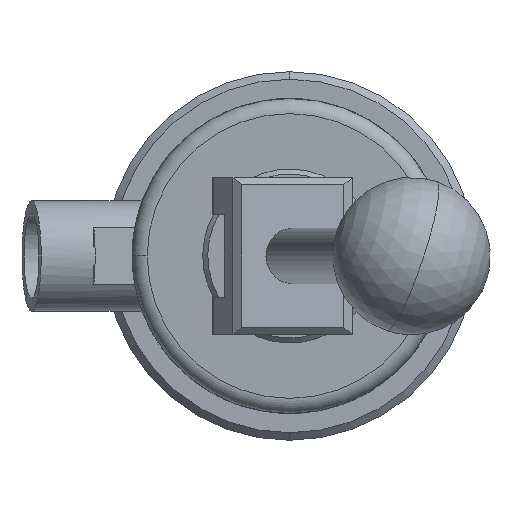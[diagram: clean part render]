
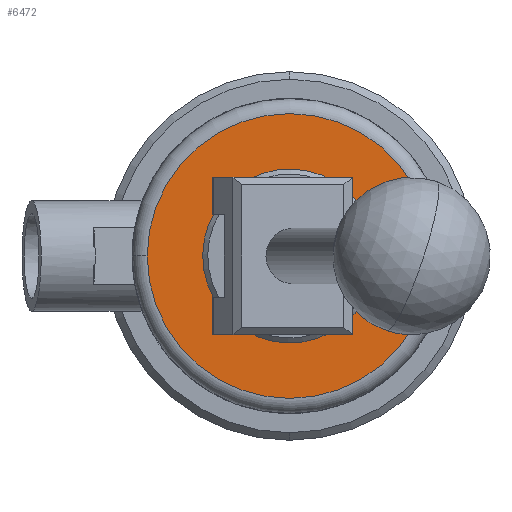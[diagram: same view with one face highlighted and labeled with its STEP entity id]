
A CAD part, front view. The second image highlights one B-rep face of the part: STEP entity #6472.
In plain terms, the highlighted planar face has unit normal (0, -1, 0).
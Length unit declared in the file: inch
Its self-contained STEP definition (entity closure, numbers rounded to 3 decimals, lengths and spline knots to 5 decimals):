
#546 = CIRCLE ( 'NONE', #8419, 1.13 ) ;
#709 = DIRECTION ( 'NONE',  ( 1., 0., 0. ) ) ;
#1144 = VERTEX_POINT ( 'NONE', #4833 ) ;
#2001 = ORIENTED_EDGE ( 'NONE', *, *, #8558, .T. ) ;
#3077 = CIRCLE ( 'NONE', #12582, 0.348 ) ;
#3792 = CARTESIAN_POINT ( 'NONE',  ( 0., 0., 0. ) ) ;
#4631 = DIRECTION ( 'NONE',  ( 0., -1., 0. ) ) ;
#4833 = CARTESIAN_POINT ( 'NONE',  ( -1.13, 0., 0. ) ) ;
#5203 = EDGE_LOOP ( 'NONE', ( #11201, #12018 ) ) ;
#6472 = ADVANCED_FACE ( 'NONE', ( #9293, #9380 ), #13164, .T. ) ;
#6957 = AXIS2_PLACEMENT_3D ( 'NONE', #11622, #12790, #8994 ) ;
#7141 = CIRCLE ( 'NONE', #12241, 1.13 ) ;
#7165 = CARTESIAN_POINT ( 'NONE',  ( 0., 0., 0. ) ) ;
#7375 = CARTESIAN_POINT ( 'NONE',  ( 0.348, 0., 0. ) ) ;
#7384 = EDGE_LOOP ( 'NONE', ( #2001, #11758 ) ) ;
#7599 = EDGE_CURVE ( 'NONE', #11143, #15743, #3077, .T. ) ;
#8194 = CARTESIAN_POINT ( 'NONE',  ( -0.348, 0., 0. ) ) ;
#8272 = DIRECTION ( 'NONE',  ( 0., -1., 0. ) ) ;
#8362 = CARTESIAN_POINT ( 'NONE',  ( 0., 0., -0.348 ) ) ;
#8381 = CARTESIAN_POINT ( 'NONE',  ( 1.13, 0., 0. ) ) ;
#8419 = AXIS2_PLACEMENT_3D ( 'NONE', #8773, #4631, #13932 ) ;
#8558 = EDGE_CURVE ( 'NONE', #11897, #1144, #546, .T. ) ;
#8773 = CARTESIAN_POINT ( 'NONE',  ( 0., 0., 0. ) ) ;
#8994 = DIRECTION ( 'NONE',  ( 1., 0., 0. ) ) ;
#9293 = FACE_OUTER_BOUND ( 'NONE', #7384, .T. ) ;
#9380 = FACE_BOUND ( 'NONE', #5203, .T. ) ;
#9678 = EDGE_CURVE ( 'NONE', #1144, #11897, #7141, .T. ) ;
#9766 = DIRECTION ( 'NONE',  ( 1., 0., 0. ) ) ;
#10353 = DIRECTION ( 'NONE',  ( 0., -1., 0. ) ) ;
#11143 = VERTEX_POINT ( 'NONE', #8194 ) ;
#11201 = ORIENTED_EDGE ( 'NONE', *, *, #14291, .F. ) ;
#11622 = CARTESIAN_POINT ( 'NONE',  ( 0., 0., 0. ) ) ;
#11758 = ORIENTED_EDGE ( 'NONE', *, *, #9678, .T. ) ;
#11897 = VERTEX_POINT ( 'NONE', #8381 ) ;
#12018 = ORIENTED_EDGE ( 'NONE', *, *, #7599, .F. ) ;
#12241 = AXIS2_PLACEMENT_3D ( 'NONE', #3792, #10353, #16444 ) ;
#12373 = DIRECTION ( 'NONE',  ( 0., -1., 0. ) ) ;
#12427 = AXIS2_PLACEMENT_3D ( 'NONE', #8362, #8272, #709 ) ;
#12582 = AXIS2_PLACEMENT_3D ( 'NONE', #7165, #12373, #9766 ) ;
#12790 = DIRECTION ( 'NONE',  ( 0., -1., 0. ) ) ;
#13164 = PLANE ( 'NONE',  #12427 ) ;
#13932 = DIRECTION ( 'NONE',  ( 1., 0., 0. ) ) ;
#14291 = EDGE_CURVE ( 'NONE', #15743, #11143, #16104, .T. ) ;
#15743 = VERTEX_POINT ( 'NONE', #7375 ) ;
#16104 = CIRCLE ( 'NONE', #6957, 0.348 ) ;
#16444 = DIRECTION ( 'NONE',  ( 1., 0., 0. ) ) ;
